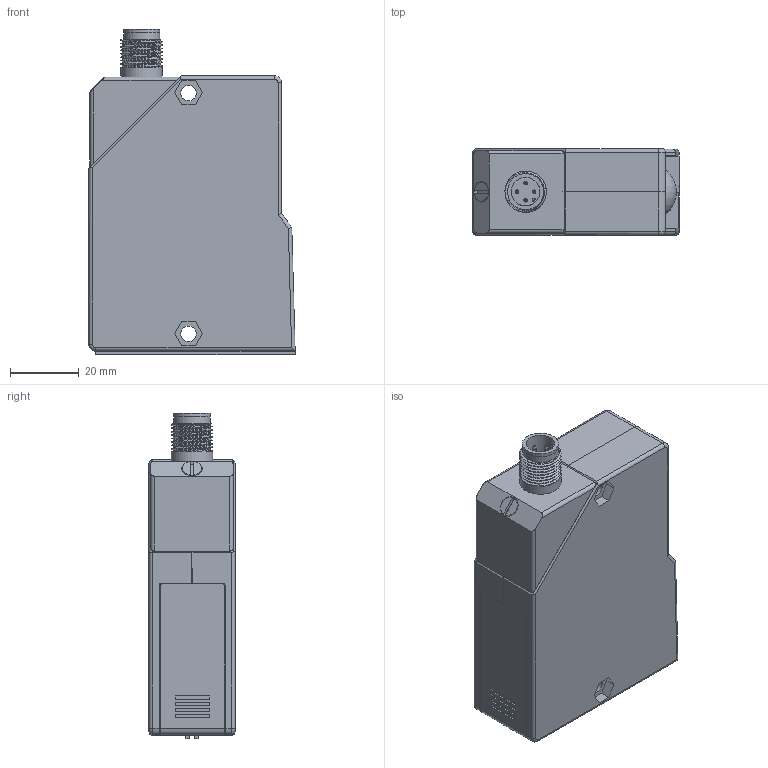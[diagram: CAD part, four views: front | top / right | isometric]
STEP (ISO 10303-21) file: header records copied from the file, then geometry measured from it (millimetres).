
FILE_DESCRIPTION(/* description */ ('Unknown'),/* implementation_level */ '2;1');
FILE_NAME(/* name */ '_VBO-U25-80R',/* time_stamp */ '2021-04-26T15:02:01+05:00',/* author */ ('Unknown'),/* organization */ ('Unknown'),/* preprocessor_version */ 'ST-DEVELOPER v16.7',/* originating_system */ 'Solid Edge',/* authorisation */ 'Unknown');
FILE_SCHEMA (('AUTOMOTIVE_DESIGN {1 0 10303 214 3 1 1}'));
Length unit declared in the file: millimetre
Products named in the file (16): ﾂﾁﾎ-ﾓ25-80ﾐ; À1.008 Êîðïóñ; Á0.051 Êðûøêà ; Á0.048 Êðûøêà ïàíåëè; 12.317.101 Ãîëîâêà îïòè÷åñêàÿ; ﾎ0.004 ﾋ竟鈞; Â0.036 Âòóëêà; Ä2.005 Äåðæàòåëü; TSAL6100; BPV11F; Á1.002 Ôëàíåö; À3.008 Ïåðåõîäíèê; 10.010.100; Êîðïóñ âèëêè äëÿ 10.010.100; Ý0.001 (äëÿ ñáîðêè); Screw_GOST_17475_80_1A_M3x20_v16.00
Assembly tree (20 placements, depth 3):
  ﾂﾁﾎ-ﾓ25-80ﾐ
    À1.008 Êîðïóñ
    Á0.051 Êðûøêà 
    Á0.048 Êðûøêà ïàíåëè
    12.317.101 Ãîëîâêà îïòè÷åñêàÿ
      ﾎ0.004 ﾋ竟鈞  x2
      Â0.036 Âòóëêà  x2
      Ä2.005 Äåðæàòåëü
      TSAL6100
      BPV11F
    Á1.002 Ôëàíåö
    À3.008 Ïåðåõîäíèê
    10.010.100
      Êîðïóñ âèëêè äëÿ 10.010.100
      Ý0.001 (äëÿ ñáîðêè)  x4
    Screw_GOST_17475_80_1A_M3x20_v16.00
Bounding box: 60 x 25 x 94.48 mm (x, y, z)
Volume: 37858.2 mm3; surface area: 45081.4 mm2
Topology: 18 solids, 18 shells, 639 faces, 1589 edges, 1045 vertices
Faces by surface type: plane 371, cylinder 228, cone 20, torus 11, sphere 5, bspline 4
Full cylindrical faces by diameter (mm): 1 x24, 1.2 x4, 1.385 x2, 1.4 x17, 1.416 x1, 2.459 x1, 2.95 x2, 3 x4, 3.5 x1, 4.2 x1, 4.5 x5, 5 x1, 5.1 x3, 6 x1, 7.2 x2, 7.5 x1, 7.9 x2, 8 x2, 8.2 x1, 8.3 x1, 9 x2, 9.5 x2, 9.6 x1, 10.5 x2, 12 x9, 16.8 x1, 20 x2
Entity records: 18767 total; most frequent: CARTESIAN_POINT 4450, DIRECTION 2875, ORIENTED_EDGE 2630, EDGE_CURVE 1315, AXIS2_PLACEMENT_3D 1013, VERTEX_POINT 907, LINE 849, VECTOR 849
